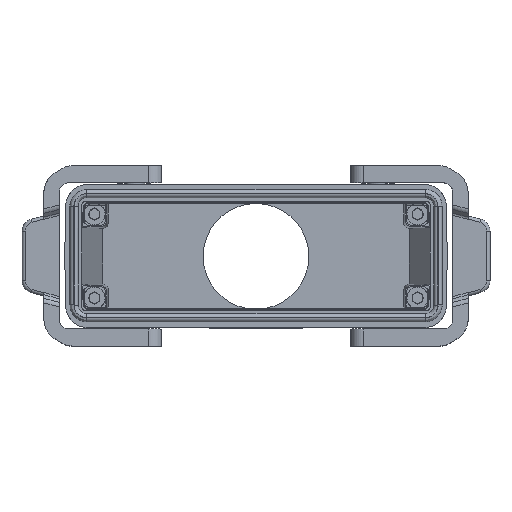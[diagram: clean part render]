
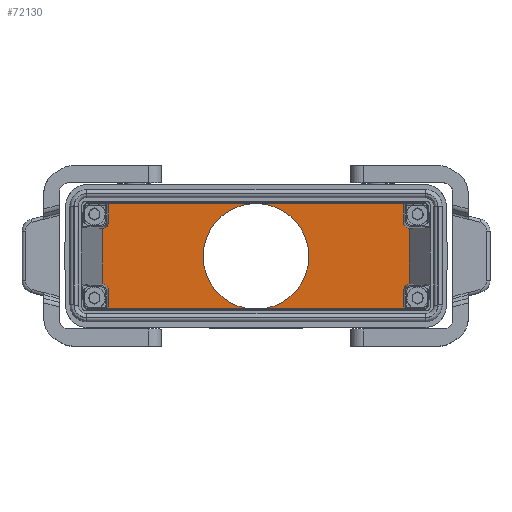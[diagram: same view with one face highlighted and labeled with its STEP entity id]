
A CAD part, top view. The second image highlights one B-rep face of the part: STEP entity #72130.
In plain terms, the highlighted face is planar.
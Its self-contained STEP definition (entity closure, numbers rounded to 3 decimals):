
#70910=CARTESIAN_POINT('',(35.555,94.1,22.636))
;
#70920=DIRECTION('',(-0.,-1.,-0.));
#70930=DIRECTION('',(-1.,0.,0.));
#70940=AXIS2_PLACEMENT_3D('',#70910,#70920,#70930);
#70950=PLANE('',#70940);
#70960=CARTESIAN_POINT('',(-2.747,94.1,
0.));
#70970=DIRECTION('',(0.,1.,0.));
#70980=DIRECTION('',(-1.,0.,0.));
#70990=AXIS2_PLACEMENT_3D('',#70960,#70970,#70980);
#71000=CIRCLE('',#70990,17.);
#71010=CARTESIAN_POINT('',(-19.747,94.1,
0.));
#71020=VERTEX_POINT('',#71010);
#71030=CARTESIAN_POINT('',(14.253,94.1,
0.));
#71040=VERTEX_POINT('',#71030);
#71050=EDGE_CURVE('',#71020,#71040,#71000,.T.);
#71060=ORIENTED_EDGE('',*,*,#71050,.T.);
#71070=EDGE_CURVE('',#71040,#71020,#71000,.T.);
#71080=ORIENTED_EDGE('',*,*,#71070,.T.);
#71090=EDGE_LOOP('',(#71080,#71060));
#71100=FACE_BOUND('',#71090,.T.);
#71110=CARTESIAN_POINT('',(44.734,94.1,0.));
#71120=DIRECTION('',(0.,0.,-1.));
#71130=VECTOR('',#71120,1.);
#71140=LINE('',#71110,#71130);
#71150=CARTESIAN_POINT('',(44.734,94.1,17.596))
;
#71160=VERTEX_POINT('',#71150);
#71170=CARTESIAN_POINT('',(44.734,94.1,10.981))
;
#71180=VERTEX_POINT('',#71170);
#71190=EDGE_CURVE('',#71160,#71180,#71140,.T.);
#71200=ORIENTED_EDGE('',*,*,#71190,.F.);
#71210=CARTESIAN_POINT('',(46.734,94.1,10.981))
;
#71220=DIRECTION('',(0.,-1.,0.));
#71230=DIRECTION('',(-0.707,0.,-0.707));
#71240=AXIS2_PLACEMENT_3D('',#71210,#71220,#71230);
#71250=ELLIPSE('',#71240,2.,2.);
#71260=CARTESIAN_POINT('',(46.556,94.1,8.989))
;
#71270=VERTEX_POINT('',#71260);
#71280=EDGE_CURVE('',#71180,#71270,#71250,.T.);
#71290=ORIENTED_EDGE('',*,*,#71280,.F.);
#71300=CARTESIAN_POINT('',(46.556,94.1,0.));
#71310=DIRECTION('',(0.,0.,1.));
#71320=VECTOR('',#71310,1.);
#71330=LINE('',#71300,#71320);
#71340=CARTESIAN_POINT('',(46.556,94.1,-8.989)
);
#71350=VERTEX_POINT('',#71340);
#71360=EDGE_CURVE('',#71350,#71270,#71330,.T.);
#71370=ORIENTED_EDGE('',*,*,#71360,.T.);
#71380=CARTESIAN_POINT('',(46.734,94.1,-10.981)
);
#71390=DIRECTION('',(0.,-1.,0.));
#71400=DIRECTION('',(0.707,0.,-0.707));
#71410=AXIS2_PLACEMENT_3D('',#71380,#71390,#71400);
#71420=ELLIPSE('',#71410,2.,2.);
#71430=CARTESIAN_POINT('',(44.734,94.1,-10.981)
);
#71440=VERTEX_POINT('',#71430);
#71450=EDGE_CURVE('',#71350,#71440,#71420,.T.);
#71460=ORIENTED_EDGE('',*,*,#71450,.F.);
#71470=CARTESIAN_POINT('',(44.734,94.1,0.));
#71480=DIRECTION('',(0.,0.,1.));
#71490=VECTOR('',#71480,1.);
#71500=LINE('',#71470,#71490);
#71510=CARTESIAN_POINT('',(44.734,94.1,-17.596)
);
#71520=VERTEX_POINT('',#71510);
#71530=EDGE_CURVE('',#71520,#71440,#71500,.T.);
#71540=ORIENTED_EDGE('',*,*,#71530,.T.);
#71550=CARTESIAN_POINT('',(45.603,94.1,-17.596)
);
#71560=DIRECTION('',(1.,0.,0.));
#71570=VECTOR('',#71560,1.);
#71580=LINE('',#71550,#71570);
#71590=CARTESIAN_POINT('',(-50.227,94.1,-17.596
));
#71600=VERTEX_POINT('',#71590);
#71610=EDGE_CURVE('',#71600,#71520,#71580,.T.);
#71620=ORIENTED_EDGE('',*,*,#71610,.T.);
#71630=CARTESIAN_POINT('',(-50.227,94.1,0.));
#71640=DIRECTION('',(0.,0.,1.));
#71650=VECTOR('',#71640,1.);
#71660=LINE('',#71630,#71650);
#71670=CARTESIAN_POINT('',(-50.227,94.1,-10.981
));
#71680=VERTEX_POINT('',#71670);
#71690=EDGE_CURVE('',#71600,#71680,#71660,.T.);
#71700=ORIENTED_EDGE('',*,*,#71690,.F.);
#71710=CARTESIAN_POINT('',(-52.227,94.1,-10.981
));
#71720=DIRECTION('',(0.,-1.,0.));
#71730=DIRECTION('',(-0.707,0.,-0.707));
#71740=AXIS2_PLACEMENT_3D('',#71710,#71720,#71730);
#71750=ELLIPSE('',#71740,2.,2.);
#71760=CARTESIAN_POINT('',(-52.049,94.1,-8.989
));
#71770=VERTEX_POINT('',#71760);
#71780=EDGE_CURVE('',#71680,#71770,#71750,.T.);
#71790=ORIENTED_EDGE('',*,*,#71780,.F.);
#71800=CARTESIAN_POINT('',(-52.049,94.1,0.));
#71810=DIRECTION('',(0.,0.,-1.));
#71820=VECTOR('',#71810,1.);
#71830=LINE('',#71800,#71820);
#71840=CARTESIAN_POINT('',(-52.049,94.1,8.989)
);
#71850=VERTEX_POINT('',#71840);
#71860=EDGE_CURVE('',#71850,#71770,#71830,.T.);
#71870=ORIENTED_EDGE('',*,*,#71860,.T.);
#71880=CARTESIAN_POINT('',(-52.227,94.1,10.981)
);
#71890=DIRECTION('',(0.,-1.,0.));
#71900=DIRECTION('',(0.707,0.,-0.707));
#71910=AXIS2_PLACEMENT_3D('',#71880,#71890,#71900);
#71920=ELLIPSE('',#71910,2.,2.);
#71930=CARTESIAN_POINT('',(-50.227,94.1,10.981)
);
#71940=VERTEX_POINT('',#71930);
#71950=EDGE_CURVE('',#71850,#71940,#71920,.T.);
#71960=ORIENTED_EDGE('',*,*,#71950,.F.);
#71970=CARTESIAN_POINT('',(-50.227,94.1,0.));
#71980=DIRECTION('',(0.,0.,-1.));
#71990=VECTOR('',#71980,1.);
#72000=LINE('',#71970,#71990);
#72010=CARTESIAN_POINT('',(-50.227,94.1,17.596)
);
#72020=VERTEX_POINT('',#72010);
#72030=EDGE_CURVE('',#72020,#71940,#72000,.T.);
#72040=ORIENTED_EDGE('',*,*,#72030,.T.);
#72050=CARTESIAN_POINT('',(45.603,94.1,17.596))
;
#72060=DIRECTION('',(-1.,0.,0.));
#72070=VECTOR('',#72060,1.);
#72080=LINE('',#72050,#72070);
#72090=EDGE_CURVE('',#71160,#72020,#72080,.T.);
#72100=ORIENTED_EDGE('',*,*,#72090,.T.);
#72110=EDGE_LOOP('',(#72100,#72040,#71960,#71870,#71790,#71700,#71620,
#71540,#71460,#71370,#71290,#71200));
#72120=FACE_OUTER_BOUND('',#72110,.T.);
#72130=ADVANCED_FACE('',(#71100,#72120),#70950,.T.);
